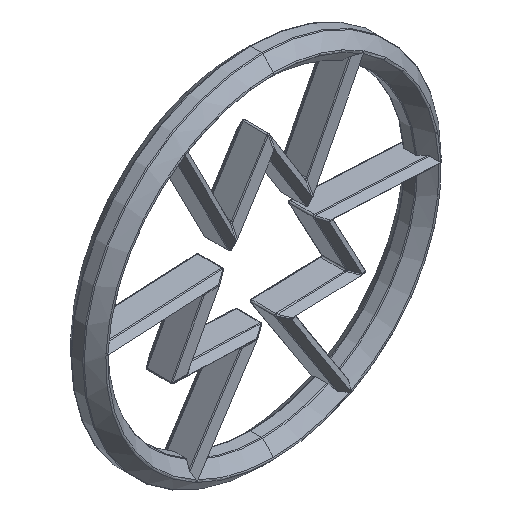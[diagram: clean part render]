
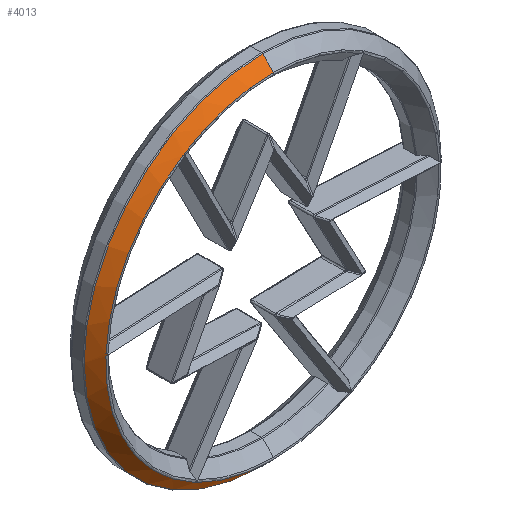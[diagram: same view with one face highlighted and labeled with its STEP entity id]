
A CAD part, isometric view. The second image highlights one B-rep face of the part: STEP entity #4013.
In plain terms, the highlighted conical face has half-angle 45 degrees and reference radius 14.5 mm.
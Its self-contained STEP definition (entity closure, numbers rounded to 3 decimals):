
#292 = VERTEX_POINT ( 'NONE', #4463 ) ;
#498 = AXIS2_PLACEMENT_3D ( 'NONE', #3727, #11268, #4823 ) ;
#547 = B_SPLINE_CURVE_WITH_KNOTS ( 'NONE', 3,
 ( #5072, #739, #4986, #12646 ),
 .UNSPECIFIED., .F., .F.,
 ( 4, 4 ),
 ( 0., 0. ),
 .UNSPECIFIED. ) ;
#658 = CARTESIAN_POINT ( 'NONE',  ( -13.488, 0., 0.558 ) ) ;
#727 = VECTOR ( 'NONE', #7282, 1000. ) ;
#732 = EDGE_CURVE ( 'NONE', #4734, #997, #10836, .T. ) ;
#739 = CARTESIAN_POINT ( 'NONE',  ( -6.241, 0.057, -12.034 ) ) ;
#763 = ORIENTED_EDGE ( 'NONE', *, *, #8372, .T. ) ;
#764 = CARTESIAN_POINT ( 'NONE',  ( -13.57, 0.085, 0.639 ) ) ;
#905 = ORIENTED_EDGE ( 'NONE', *, *, #1269, .T. ) ;
#997 = VERTEX_POINT ( 'NONE', #12944 ) ;
#1003 = VERTEX_POINT ( 'NONE', #4304 ) ;
#1059 = VERTEX_POINT ( 'NONE', #13096 ) ;
#1269 = EDGE_CURVE ( 'NONE', #7408, #4734, #3743, .T. ) ;
#1375 = ORIENTED_EDGE ( 'NONE', *, *, #12760, .T. ) ;
#1435 = AXIS2_PLACEMENT_3D ( 'NONE', #5305, #12877, #6378 ) ;
#1804 = DIRECTION ( 'NONE',  ( 0., -1., 0. ) ) ;
#2096 = EDGE_CURVE ( 'NONE', #12872, #6414, #547, .T. ) ;
#2107 = B_SPLINE_CURVE_WITH_KNOTS ( 'NONE', 3,
 ( #12426, #13440, #13486, #6999 ),
 .UNSPECIFIED., .F., .F.,
 ( 4, 4 ),
 ( 0., 0. ),
 .UNSPECIFIED. ) ;
#2333 = CARTESIAN_POINT ( 'NONE',  ( -6.261, 0., -11.96 ) ) ;
#2338 = CARTESIAN_POINT ( 'NONE',  ( -7.217, 0.028, 11.443 ) ) ;
#2572 = CARTESIAN_POINT ( 'NONE',  ( -6.382, 0.085, -11.992 ) ) ;
#2596 = FACE_OUTER_BOUND ( 'NONE', #11810, .T. ) ;
#2784 = ORIENTED_EDGE ( 'NONE', *, *, #4510, .T. ) ;
#2850 = ORIENTED_EDGE ( 'NONE', *, *, #8188, .T. ) ;
#3209 = CARTESIAN_POINT ( 'NONE',  ( -6.261, 0., -11.96 ) ) ;
#3260 = B_SPLINE_CURVE_WITH_KNOTS ( 'NONE', 3,
 ( #9871, #2338, #4491, #12075 ),
 .UNSPECIFIED., .F., .F.,
 ( 4, 4 ),
 ( 0., 0. ),
 .UNSPECIFIED. ) ;
#3273 = CIRCLE ( 'NONE', #7532, 13.585 ) ;
#3280 = CARTESIAN_POINT ( 'NONE',  ( -13.543, 0.057, 0.612 ) ) ;
#3501 = DIRECTION ( 'NONE',  ( 0., 0., 1. ) ) ;
#3594 = ORIENTED_EDGE ( 'NONE', *, *, #9453, .T. ) ;
#3727 = CARTESIAN_POINT ( 'NONE',  ( 0., 0.085, 0. ) ) ;
#3743 = B_SPLINE_CURVE_WITH_KNOTS ( 'NONE', 3,
 ( #4351, #10804, #3280, #5431 ),
 .UNSPECIFIED., .F., .F.,
 ( 4, 4 ),
 ( 0., 0. ),
 .UNSPECIFIED. ) ;
#3889 = CARTESIAN_POINT ( 'NONE',  ( -7.228, 0., 11.402 ) ) ;
#3921 = CARTESIAN_POINT ( 'NONE',  ( -13.488, 0., 0.558 ) ) ;
#4013 = ADVANCED_FACE ( 'NONE', ( #2596 ), #6907, .T. ) ;
#4080 = CARTESIAN_POINT ( 'NONE',  ( 0., 0.085, 0. ) ) ;
#4235 = DIRECTION ( 'NONE',  ( 0., 0.707, 0.707 ) ) ;
#4304 = CARTESIAN_POINT ( 'NONE',  ( -7.194, 0.085, 11.523 ) ) ;
#4325 = DIRECTION ( 'NONE',  ( 0., 1., 0. ) ) ;
#4351 = CARTESIAN_POINT ( 'NONE',  ( -13.488, 0., 0.558 ) ) ;
#4463 = CARTESIAN_POINT ( 'NONE',  ( 0., 0.965, 14.465 ) ) ;
#4491 = CARTESIAN_POINT ( 'NONE',  ( -7.206, 0.057, 11.483 ) ) ;
#4510 = EDGE_CURVE ( 'NONE', #6465, #292, #9048, .T. ) ;
#4689 = EDGE_CURVE ( 'NONE', #7168, #7408, #5750, .T. ) ;
#4734 = VERTEX_POINT ( 'NONE', #764 ) ;
#4823 = DIRECTION ( 'NONE',  ( 0., 0., -1. ) ) ;
#4986 = CARTESIAN_POINT ( 'NONE',  ( -6.251, 0.028, -11.997 ) ) ;
#5072 = CARTESIAN_POINT ( 'NONE',  ( -6.231, 0.085, -12.071 ) ) ;
#5149 = DIRECTION ( 'NONE',  ( 0., 0., -1. ) ) ;
#5150 = CARTESIAN_POINT ( 'NONE',  ( -6.231, 0.085, -12.071 ) ) ;
#5304 = EDGE_CURVE ( 'NONE', #1003, #6465, #10572, .T. ) ;
#5305 = CARTESIAN_POINT ( 'NONE',  ( 0., 0.085, 0. ) ) ;
#5362 = CARTESIAN_POINT ( 'NONE',  ( -6.382, 0.085, -11.992 ) ) ;
#5431 = CARTESIAN_POINT ( 'NONE',  ( -13.57, 0.085, 0.639 ) ) ;
#5661 = CARTESIAN_POINT ( 'NONE',  ( -13.577, 0.085, 0.469 ) ) ;
#5687 = EDGE_CURVE ( 'NONE', #7201, #7168, #13588, .T. ) ;
#5750 = B_SPLINE_CURVE_WITH_KNOTS ( 'NONE', 3,
 ( #9290, #12540, #10388, #3921 ),
 .UNSPECIFIED., .F., .F.,
 ( 4, 4 ),
 ( 0., 0. ),
 .UNSPECIFIED. ) ;
#5899 = VERTEX_POINT ( 'NONE', #7787 ) ;
#5918 = AXIS2_PLACEMENT_3D ( 'NONE', #10774, #4325, #11880 ) ;
#6182 = EDGE_CURVE ( 'NONE', #1059, #12872, #3273, .T. ) ;
#6348 = CARTESIAN_POINT ( 'NONE',  ( -6.301, 0.028, -11.971 ) ) ;
#6378 = DIRECTION ( 'NONE',  ( 0., 0., -1. ) ) ;
#6414 = VERTEX_POINT ( 'NONE', #2333 ) ;
#6447 = LINE ( 'NONE', #13780, #727 ) ;
#6465 = VERTEX_POINT ( 'NONE', #13237 ) ;
#6573 = ORIENTED_EDGE ( 'NONE', *, *, #5304, .T. ) ;
#6792 = AXIS2_PLACEMENT_3D ( 'NONE', #9914, #13177, #3501 ) ;
#6907 = CONICAL_SURFACE ( 'NONE', #6792, 14.5, 0.785 ) ;
#6999 = CARTESIAN_POINT ( 'NONE',  ( -7.228, 0., 11.402 ) ) ;
#7168 = VERTEX_POINT ( 'NONE', #5661 ) ;
#7201 = VERTEX_POINT ( 'NONE', #2572 ) ;
#7282 = DIRECTION ( 'NONE',  ( 0., 0.707, -0.707 ) ) ;
#7408 = VERTEX_POINT ( 'NONE', #658 ) ;
#7532 = AXIS2_PLACEMENT_3D ( 'NONE', #4080, #11627, #5149 ) ;
#7597 = ORIENTED_EDGE ( 'NONE', *, *, #5687, .T. ) ;
#7787 = CARTESIAN_POINT ( 'NONE',  ( 0., 0.965, -14.465 ) ) ;
#8012 = ORIENTED_EDGE ( 'NONE', *, *, #2096, .T. ) ;
#8188 = EDGE_CURVE ( 'NONE', #292, #5899, #13825, .T. ) ;
#8230 = CARTESIAN_POINT ( 'NONE',  ( 0., 0.965, 0. ) ) ;
#8372 = EDGE_CURVE ( 'NONE', #6414, #7201, #11511, .T. ) ;
#8701 = VECTOR ( 'NONE', #4235, 1000. ) ;
#9048 = LINE ( 'NONE', #11777, #8701 ) ;
#9290 = CARTESIAN_POINT ( 'NONE',  ( -13.577, 0.085, 0.469 ) ) ;
#9337 = DIRECTION ( 'NONE',  ( 0., 0., 1. ) ) ;
#9453 = EDGE_CURVE ( 'NONE', #10739, #1003, #3260, .T. ) ;
#9871 = CARTESIAN_POINT ( 'NONE',  ( -7.228, 0., 11.402 ) ) ;
#9914 = CARTESIAN_POINT ( 'NONE',  ( 0., 1., 0. ) ) ;
#10388 = CARTESIAN_POINT ( 'NONE',  ( -13.518, 0.028, 0.528 ) ) ;
#10572 = CIRCLE ( 'NONE', #498, 13.585 ) ;
#10739 = VERTEX_POINT ( 'NONE', #3889 ) ;
#10774 = CARTESIAN_POINT ( 'NONE',  ( 0., 0.085, 0. ) ) ;
#10804 = CARTESIAN_POINT ( 'NONE',  ( -13.516, 0.028, 0.585 ) ) ;
#10836 = CIRCLE ( 'NONE', #1435, 13.585 ) ;
#11268 = DIRECTION ( 'NONE',  ( 0., 1., 0. ) ) ;
#11396 = ORIENTED_EDGE ( 'NONE', *, *, #4689, .T. ) ;
#11511 = B_SPLINE_CURVE_WITH_KNOTS ( 'NONE', 3,
 ( #3209, #6348, #11843, #5362 ),
 .UNSPECIFIED., .F., .F.,
 ( 4, 4 ),
 ( 0., 0. ),
 .UNSPECIFIED. ) ;
#11627 = DIRECTION ( 'NONE',  ( 0., 1., 0. ) ) ;
#11777 = CARTESIAN_POINT ( 'NONE',  ( 0., 1., 14.5 ) ) ;
#11810 = EDGE_LOOP ( 'NONE', ( #14026, #13026, #8012, #763, #7597, #11396, #905, #12218, #1375, #3594, #6573, #2784, #2850 ) ) ;
#11843 = CARTESIAN_POINT ( 'NONE',  ( -6.342, 0.057, -11.982 ) ) ;
#11880 = DIRECTION ( 'NONE',  ( 0., 0., -1. ) ) ;
#12075 = CARTESIAN_POINT ( 'NONE',  ( -7.194, 0.085, 11.523 ) ) ;
#12218 = ORIENTED_EDGE ( 'NONE', *, *, #732, .T. ) ;
#12240 = EDGE_CURVE ( 'NONE', #1059, #5899, #6447, .T. ) ;
#12426 = CARTESIAN_POINT ( 'NONE',  ( -7.338, 0.085, 11.432 ) ) ;
#12540 = CARTESIAN_POINT ( 'NONE',  ( -13.547, 0.057, 0.499 ) ) ;
#12646 = CARTESIAN_POINT ( 'NONE',  ( -6.261, 0., -11.96 ) ) ;
#12760 = EDGE_CURVE ( 'NONE', #997, #10739, #2107, .T. ) ;
#12872 = VERTEX_POINT ( 'NONE', #5150 ) ;
#12877 = DIRECTION ( 'NONE',  ( 0., 1., 0. ) ) ;
#12944 = CARTESIAN_POINT ( 'NONE',  ( -7.338, 0.085, 11.432 ) ) ;
#13026 = ORIENTED_EDGE ( 'NONE', *, *, #6182, .T. ) ;
#13096 = CARTESIAN_POINT ( 'NONE',  ( 0., 0.085, -13.585 ) ) ;
#13177 = DIRECTION ( 'NONE',  ( 0., 1., 0. ) ) ;
#13237 = CARTESIAN_POINT ( 'NONE',  ( 0., 0.085, 13.585 ) ) ;
#13440 = CARTESIAN_POINT ( 'NONE',  ( -7.301, 0.057, 11.422 ) ) ;
#13486 = CARTESIAN_POINT ( 'NONE',  ( -7.265, 0.028, 11.412 ) ) ;
#13588 = CIRCLE ( 'NONE', #5918, 13.585 ) ;
#13780 = CARTESIAN_POINT ( 'NONE',  ( 0., 1., -14.5 ) ) ;
#13825 = CIRCLE ( 'NONE', #13955, 14.465 ) ;
#13955 = AXIS2_PLACEMENT_3D ( 'NONE', #8230, #1804, #9337 ) ;
#14026 = ORIENTED_EDGE ( 'NONE', *, *, #12240, .F. ) ;
